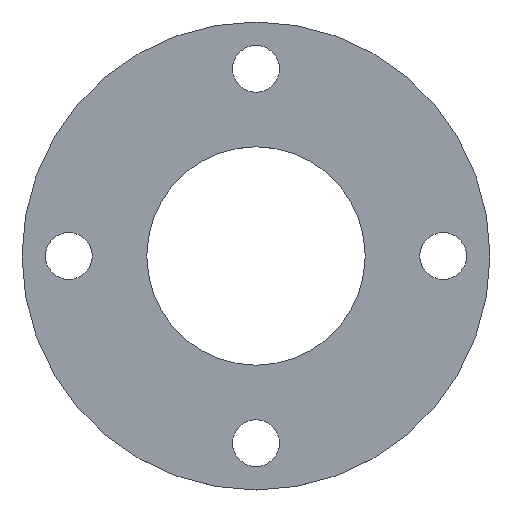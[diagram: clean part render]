
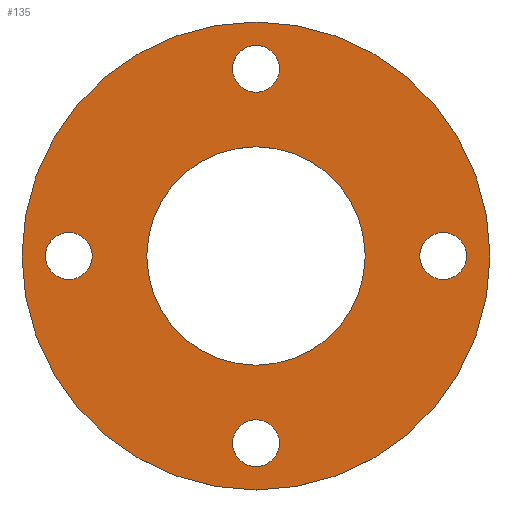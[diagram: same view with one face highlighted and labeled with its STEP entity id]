
A CAD part, top view. The second image highlights one B-rep face of the part: STEP entity #135.
In plain terms, the highlighted planar face has unit normal (0, 0, 1).
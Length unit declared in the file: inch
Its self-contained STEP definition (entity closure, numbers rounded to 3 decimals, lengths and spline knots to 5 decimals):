
#13=PLANE($,#158);
#21=FACE_BOUND($,#51,.T.);
#22=FACE_BOUND($,#52,.T.);
#23=FACE_BOUND($,#53,.T.);
#24=FACE_BOUND($,#54,.T.);
#25=FACE_BOUND($,#55,.T.);
#26=FACE_BOUND($,#56,.T.);
#51=EDGE_LOOP($,(#111));
#52=EDGE_LOOP($,(#112));
#53=EDGE_LOOP($,(#113));
#54=EDGE_LOOP($,(#114));
#55=EDGE_LOOP($,(#115));
#56=EDGE_LOOP($,(#116));
#63=CIRCLE($,#141,1.75);
#65=CIRCLE($,#144,0.375);
#67=CIRCLE($,#147,0.375);
#69=CIRCLE($,#150,0.375);
#71=CIRCLE($,#153,0.375);
#73=CIRCLE($,#156,3.75);
#75=VERTEX_POINT($,#204);
#77=VERTEX_POINT($,#209);
#79=VERTEX_POINT($,#214);
#81=VERTEX_POINT($,#219);
#83=VERTEX_POINT($,#224);
#85=VERTEX_POINT($,#229);
#87=EDGE_CURVE($,#75,#75,#63,.T.);
#89=EDGE_CURVE($,#77,#77,#65,.T.);
#91=EDGE_CURVE($,#79,#79,#67,.T.);
#93=EDGE_CURVE($,#81,#81,#69,.T.);
#95=EDGE_CURVE($,#83,#83,#71,.T.);
#97=EDGE_CURVE($,#85,#85,#73,.T.);
#111=ORIENTED_EDGE($,*,*,#87,.T.);
#112=ORIENTED_EDGE($,*,*,#89,.T.);
#113=ORIENTED_EDGE($,*,*,#91,.T.);
#114=ORIENTED_EDGE($,*,*,#93,.T.);
#115=ORIENTED_EDGE($,*,*,#95,.T.);
#116=ORIENTED_EDGE($,*,*,#97,.F.);
#135=ADVANCED_FACE($,(#21,#22,#23,#24,#25,#26),#13,.F.);
#141=AXIS2_PLACEMENT_3D($,#205,#164,#165);
#144=AXIS2_PLACEMENT_3D($,#210,#170,#171);
#147=AXIS2_PLACEMENT_3D($,#215,#176,#177);
#150=AXIS2_PLACEMENT_3D($,#220,#182,#183);
#153=AXIS2_PLACEMENT_3D($,#225,#188,#189);
#156=AXIS2_PLACEMENT_3D($,#230,#194,#195);
#158=AXIS2_PLACEMENT_3D($,#233,#198,#199);
#164=DIRECTION('center_axis',(0.,0.,-1.));
#165=DIRECTION('ref_axis',(-1.,0.,0.));
#170=DIRECTION('center_axis',(0.,0.,-1.));
#171=DIRECTION('ref_axis',(-1.,0.,0.));
#176=DIRECTION('center_axis',(0.,0.,-1.));
#177=DIRECTION('ref_axis',(-1.,0.,0.));
#182=DIRECTION('center_axis',(0.,0.,-1.));
#183=DIRECTION('ref_axis',(-1.,0.,0.));
#188=DIRECTION('center_axis',(0.,0.,-1.));
#189=DIRECTION('ref_axis',(-1.,0.,0.));
#194=DIRECTION('center_axis',(0.,0.,-1.));
#195=DIRECTION('ref_axis',(-1.,0.,0.));
#198=DIRECTION('center_axis',(0.,0.,-1.));
#199=DIRECTION('ref_axis',(-1.,0.,0.));
#204=CARTESIAN_POINT('',(1.75,0.,0.118));
#205=CARTESIAN_POINT('Origin',(0.,0.,0.118));
#209=CARTESIAN_POINT('',(3.375,0.,0.118));
#210=CARTESIAN_POINT('Origin',(3.,0.,0.118));
#214=CARTESIAN_POINT('',(0.375,-3.,0.118));
#215=CARTESIAN_POINT('Origin',(0.,-3.,0.118));
#219=CARTESIAN_POINT('',(-2.625,0.,0.118));
#220=CARTESIAN_POINT('Origin',(-3.,0.,0.118));
#224=CARTESIAN_POINT('',(0.375,3.,0.118));
#225=CARTESIAN_POINT('Origin',(0.,3.,0.118));
#229=CARTESIAN_POINT('',(3.75,0.,0.118));
#230=CARTESIAN_POINT('Origin',(0.,0.,0.118));
#233=CARTESIAN_POINT('Origin',(0.,0.,0.118));
